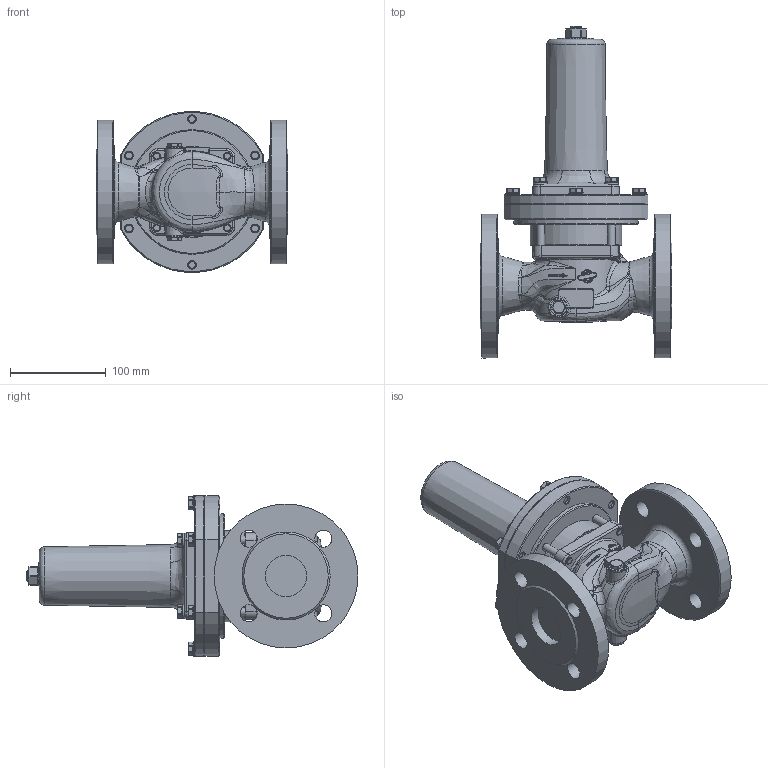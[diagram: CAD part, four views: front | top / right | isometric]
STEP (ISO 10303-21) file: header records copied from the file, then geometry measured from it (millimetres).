
FILE_DESCRIPTION(/* description */ (''),/* implementation_level */ '2;1');
FILE_NAME(/* name */ '085006.stp',/* time_stamp */ '2024-01-23T09:14:09+01:00',/* author */ ('gninka'),/* organization */ (''),/* preprocessor_version */ 'ST-DEVELOPER v19',/* originating_system */ 'Autodesk Inventor 2023',/* authorisation */ '');
FILE_SCHEMA (('AUTOMOTIVE_DESIGN { 1 0 10303 214 3 1 1 }'));
Products named in the file (1): 085006-56330.20240123_step
Bounding box: 200 x 346.07 x 167.39 mm (x, y, z)
Volume: 2608055.3 mm3; surface area: 232869.5 mm2
Topology: 1 solids, 1 shells, 1015 faces, 2569 edges, 1595 vertices
Faces by surface type: cylinder 290, plane 280, bspline 269, cone 134, torus 37, sphere 5
Full cylindrical faces by diameter (mm): 3 x1, 8 x24, 8.2 x10, 8.5 x8, 10 x3, 12 x1, 18 x10, 20 x1, 43.1 x2, 95 x1, 130 x1, 150 x2
Entity records: 47049 total; most frequent: CARTESIAN_POINT 24500, ORIENTED_EDGE 5120, DIRECTION 4142, EDGE_CURVE 2560, AXIS2_PLACEMENT_3D 1692, VERTEX_POINT 1595, EDGE_LOOP 1113, FACE_OUTER_BOUND 1015
